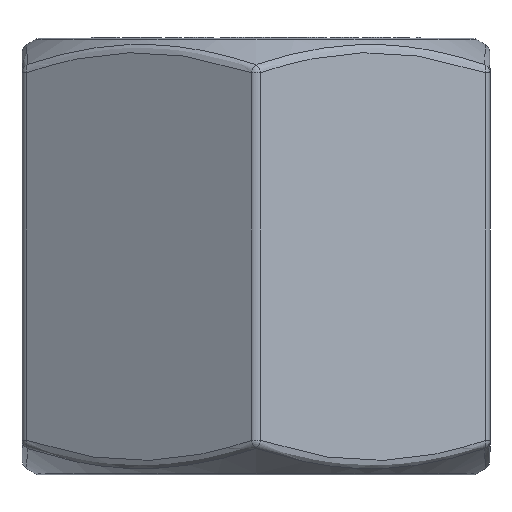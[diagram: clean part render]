
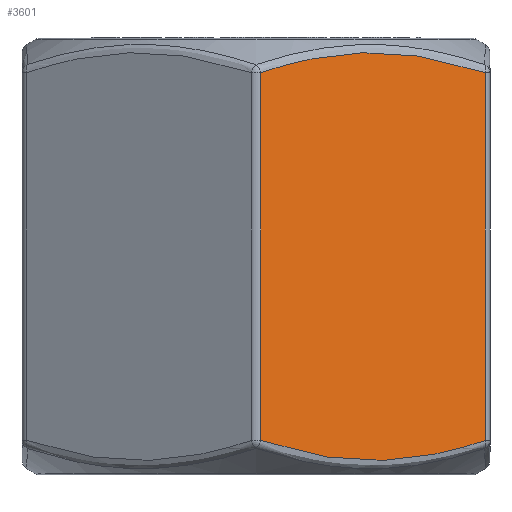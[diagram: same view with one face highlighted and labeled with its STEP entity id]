
A CAD part, front view. The second image highlights one B-rep face of the part: STEP entity #3601.
In plain terms, the highlighted planar face has unit normal (0.5, -0.866, 0).
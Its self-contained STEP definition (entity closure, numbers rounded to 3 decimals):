
#506 = EDGE_CURVE ( 'NONE', #9967, #3299, #4881, .T. ) ;
#603 = CARTESIAN_POINT ( 'NONE',  ( 4.354, -6.146, 13.539 ) ) ;
#927 = CARTESIAN_POINT ( 'NONE',  ( 0.15, -8.574, 1.105 ) ) ;
#972 = VERTEX_POINT ( 'NONE', #1290 ) ;
#1011 = AXIS2_PLACEMENT_3D ( 'NONE', #7496, #10764, #6349 ) ;
#1290 = CARTESIAN_POINT ( 'NONE',  ( 0.15, -8.574, 12.895 ) ) ;
#2146 = CARTESIAN_POINT ( 'NONE',  ( 6.17, -5.098, 0.748 ) ) ;
#2907 = CARTESIAN_POINT ( 'NONE',  ( 2.535, -7.197, 0.535 ) ) ;
#2945 = CARTESIAN_POINT ( 'NONE',  ( 3.437, -6.676, 13.538 ) ) ;
#3009 = CARTESIAN_POINT ( 'NONE',  ( 7.35, -4.417, 0. ) ) ;
#3299 = VERTEX_POINT ( 'NONE', #5956 ) ;
#3601 = ADVANCED_FACE ( 'NONE', ( #12534 ), #11981, .T. ) ;
#3673 = B_SPLINE_CURVE_WITH_KNOTS ( 'NONE', 3,
 ( #5145, #9769, #6352, #10982, #603, #2945, #7563, #12192, #5877, #10350, #12782, #7008 ),
 .UNSPECIFIED., .F., .F.,
 ( 4, 2, 2, 2, 2, 4 ),
 ( 0., 0.002, 0.004, 0.005, 0.006, 0.008 ),
 .UNSPECIFIED. ) ;
#3841 = DIRECTION ( 'NONE',  ( 0., 0., -1. ) ) ;
#4060 = CARTESIAN_POINT ( 'NONE',  ( 1.332, -7.891, 0.747 ) ) ;
#4125 = CARTESIAN_POINT ( 'NONE',  ( 3.451, -6.668, 0.462 ) ) ;
#4881 = B_SPLINE_CURVE_WITH_KNOTS ( 'NONE', 3,
 ( #927, #14425, #4060, #11008, #2907, #7525, #4125, #8734, #12531, #2146, #6754, #9035 ),
 .UNSPECIFIED., .F., .F.,
 ( 4, 2, 2, 2, 2, 4 ),
 ( 0., 0.002, 0.003, 0.004, 0.006, 0.008 ),
 .UNSPECIFIED. ) ;
#5145 = CARTESIAN_POINT ( 'NONE',  ( 7.35, -4.417, 12.895 ) ) ;
#5752 = CARTESIAN_POINT ( 'NONE',  ( 0.15, -8.574, 1.105 ) ) ;
#5877 = CARTESIAN_POINT ( 'NONE',  ( 2.225, -7.376, 13.42 ) ) ;
#5901 = EDGE_LOOP ( 'NONE', ( #8701, #13541, #6501, #6147 ) ) ;
#5956 = CARTESIAN_POINT ( 'NONE',  ( 7.35, -4.417, 1.105 ) ) ;
#6147 = ORIENTED_EDGE ( 'NONE', *, *, #6462, .T. ) ;
#6349 = DIRECTION ( 'NONE',  ( 0.866, 0.5, 0. ) ) ;
#6352 = CARTESIAN_POINT ( 'NONE',  ( 6.17, -5.098, 13.253 ) ) ;
#6385 = LINE ( 'NONE', #10868, #13237 ) ;
#6462 = EDGE_CURVE ( 'NONE', #8062, #972, #3673, .T. ) ;
#6491 = CARTESIAN_POINT ( 'NONE',  ( 7.35, -4.417, 12.895 ) ) ;
#6501 = ORIENTED_EDGE ( 'NONE', *, *, #11845, .T. ) ;
#6754 = CARTESIAN_POINT ( 'NONE',  ( 6.762, -4.756, 0.909 ) ) ;
#7008 = CARTESIAN_POINT ( 'NONE',  ( 0.15, -8.574, 12.895 ) ) ;
#7496 = CARTESIAN_POINT ( 'NONE',  ( 0., -8.66, 0. ) ) ;
#7525 = CARTESIAN_POINT ( 'NONE',  ( 3.143, -6.845, 0.477 ) ) ;
#7563 = CARTESIAN_POINT ( 'NONE',  ( 3.132, -6.852, 13.523 ) ) ;
#7633 = DIRECTION ( 'NONE',  ( 0., 0., 1. ) ) ;
#8062 = VERTEX_POINT ( 'NONE', #6491 ) ;
#8701 = ORIENTED_EDGE ( 'NONE', *, *, #12431, .T. ) ;
#8734 = CARTESIAN_POINT ( 'NONE',  ( 4.369, -6.138, 0.462 ) ) ;
#9035 = CARTESIAN_POINT ( 'NONE',  ( 7.35, -4.417, 1.105 ) ) ;
#9769 = CARTESIAN_POINT ( 'NONE',  ( 6.763, -4.756, 13.091 ) ) ;
#9967 = VERTEX_POINT ( 'NONE', #5752 ) ;
#10320 = VECTOR ( 'NONE', #7633, 1000. ) ;
#10350 = CARTESIAN_POINT ( 'NONE',  ( 1.327, -7.894, 13.252 ) ) ;
#10764 = DIRECTION ( 'NONE',  ( 0.5, -0.866, 0. ) ) ;
#10868 = CARTESIAN_POINT ( 'NONE',  ( 0.15, -8.574, 0. ) ) ;
#10982 = CARTESIAN_POINT ( 'NONE',  ( 4.966, -5.793, 13.477 ) ) ;
#11008 = CARTESIAN_POINT ( 'NONE',  ( 2.233, -7.371, 0.579 ) ) ;
#11845 = EDGE_CURVE ( 'NONE', #3299, #8062, #13398, .T. ) ;
#11981 = PLANE ( 'NONE',  #1011 ) ;
#12192 = CARTESIAN_POINT ( 'NONE',  ( 2.526, -7.202, 13.463 ) ) ;
#12431 = EDGE_CURVE ( 'NONE', #972, #9967, #6385, .T. ) ;
#12531 = CARTESIAN_POINT ( 'NONE',  ( 4.974, -5.789, 0.524 ) ) ;
#12534 = FACE_OUTER_BOUND ( 'NONE', #5901, .T. ) ;
#12782 = CARTESIAN_POINT ( 'NONE',  ( 0.736, -8.235, 13.09 ) ) ;
#13237 = VECTOR ( 'NONE', #3841, 1000. ) ;
#13398 = LINE ( 'NONE', #3009, #10320 ) ;
#13541 = ORIENTED_EDGE ( 'NONE', *, *, #506, .T. ) ;
#14425 = CARTESIAN_POINT ( 'NONE',  ( 0.739, -8.234, 0.909 ) ) ;
